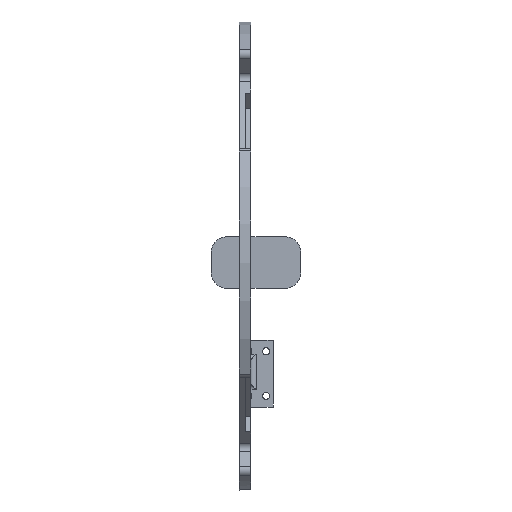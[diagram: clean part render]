
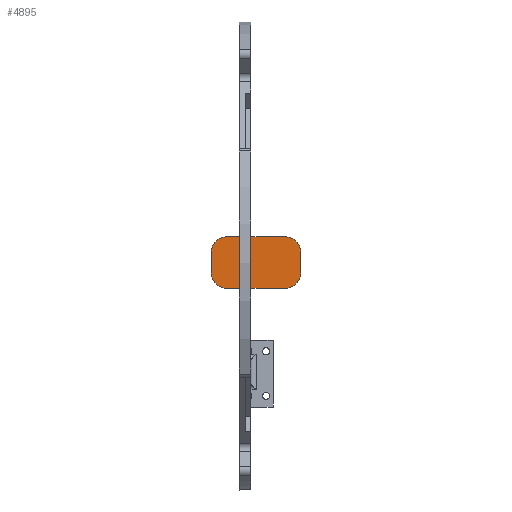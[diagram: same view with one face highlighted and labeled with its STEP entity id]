
A CAD part, left-side view. The second image highlights one B-rep face of the part: STEP entity #4895.
In plain terms, the highlighted planar face has unit normal (-1, 0, 0).
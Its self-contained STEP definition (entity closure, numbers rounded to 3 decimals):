
#530=CIRCLE('',#5406,7.);
#531=CIRCLE('',#5409,7.);
#532=CIRCLE('',#5411,7.);
#533=CIRCLE('',#5414,7.);
#734=FACE_OUTER_BOUND('',#1051,.T.);
#1051=EDGE_LOOP('',(#4385,#4386,#4387,#4388,#4389,#4390,#4391,#4392));
#1442=LINE('',#8184,#1865);
#1479=LINE('',#8291,#1902);
#1500=LINE('',#8358,#1923);
#1503=LINE('',#8368,#1926);
#1865=VECTOR('',#6618,10.);
#1902=VECTOR('',#6723,10.);
#1923=VECTOR('',#6788,10.);
#1926=VECTOR('',#6801,10.);
#2362=VERTEX_POINT('',#8182);
#2363=VERTEX_POINT('',#8183);
#2398=VERTEX_POINT('',#8289);
#2399=VERTEX_POINT('',#8290);
#2422=VERTEX_POINT('',#8353);
#2423=VERTEX_POINT('',#8357);
#2424=VERTEX_POINT('',#8363);
#2425=VERTEX_POINT('',#8367);
#3024=EDGE_CURVE('',#2362,#2363,#1442,.T.);
#3077=EDGE_CURVE('',#2398,#2399,#1479,.T.);
#3109=EDGE_CURVE('',#2422,#2362,#530,.T.);
#3111=EDGE_CURVE('',#2423,#2422,#1500,.T.);
#3113=EDGE_CURVE('',#2399,#2423,#531,.T.);
#3114=EDGE_CURVE('',#2424,#2398,#532,.T.);
#3116=EDGE_CURVE('',#2425,#2424,#1503,.T.);
#3118=EDGE_CURVE('',#2363,#2425,#533,.T.);
#4385=ORIENTED_EDGE('',*,*,#3118,.F.);
#4386=ORIENTED_EDGE('',*,*,#3024,.F.);
#4387=ORIENTED_EDGE('',*,*,#3109,.F.);
#4388=ORIENTED_EDGE('',*,*,#3111,.F.);
#4389=ORIENTED_EDGE('',*,*,#3113,.F.);
#4390=ORIENTED_EDGE('',*,*,#3077,.F.);
#4391=ORIENTED_EDGE('',*,*,#3114,.F.);
#4392=ORIENTED_EDGE('',*,*,#3116,.F.);
#4682=PLANE('',#5416);
#4895=ADVANCED_FACE('',(#734),#4682,.F.);
#5406=AXIS2_PLACEMENT_3D('',#8354,#6783,#6784);
#5409=AXIS2_PLACEMENT_3D('',#8361,#6792,#6793);
#5411=AXIS2_PLACEMENT_3D('',#8364,#6796,#6797);
#5414=AXIS2_PLACEMENT_3D('',#8371,#6805,#6806);
#5416=AXIS2_PLACEMENT_3D('',#8375,#6811,#6812);
#6618=DIRECTION('',(0.,1.,0.));
#6723=DIRECTION('',(0.,-1.,0.));
#6783=DIRECTION('center_axis',(1.,0.,0.));
#6784=DIRECTION('ref_axis',(0.,-1.,0.));
#6788=DIRECTION('',(0.,0.,-1.));
#6792=DIRECTION('center_axis',(1.,0.,0.));
#6793=DIRECTION('ref_axis',(0.,0.,1.));
#6796=DIRECTION('center_axis',(1.,0.,0.));
#6797=DIRECTION('ref_axis',(0.,1.,0.));
#6801=DIRECTION('',(0.,0.,1.));
#6805=DIRECTION('center_axis',(1.,0.,0.));
#6806=DIRECTION('ref_axis',(0.,0.,-1.));
#6811=DIRECTION('center_axis',(1.,0.,0.));
#6812=DIRECTION('ref_axis',(0.,0.,-1.));
#8182=CARTESIAN_POINT('',(-62.76,14.5,-11.57));
#8183=CARTESIAN_POINT('',(-62.76,40.66,-11.57));
#8184=CARTESIAN_POINT('',(-62.76,14.5,-11.57));
#8289=CARTESIAN_POINT('',(-62.76,40.66,11.57));
#8290=CARTESIAN_POINT('',(-62.76,14.5,11.57));
#8291=CARTESIAN_POINT('',(-62.76,40.66,11.57));
#8353=CARTESIAN_POINT('',(-62.76,7.5,-4.57));
#8354=CARTESIAN_POINT('Origin',(-62.76,14.5,-4.57));
#8357=CARTESIAN_POINT('',(-62.76,7.5,4.57));
#8358=CARTESIAN_POINT('',(-62.76,7.5,4.57));
#8361=CARTESIAN_POINT('Origin',(-62.76,14.5,4.57));
#8363=CARTESIAN_POINT('',(-62.76,47.66,4.57));
#8364=CARTESIAN_POINT('Origin',(-62.76,40.66,4.57));
#8367=CARTESIAN_POINT('',(-62.76,47.66,-4.57));
#8368=CARTESIAN_POINT('',(-62.76,47.66,-4.57));
#8371=CARTESIAN_POINT('Origin',(-62.76,40.66,-4.57));
#8375=CARTESIAN_POINT('Origin',(-62.76,27.58,0.));
